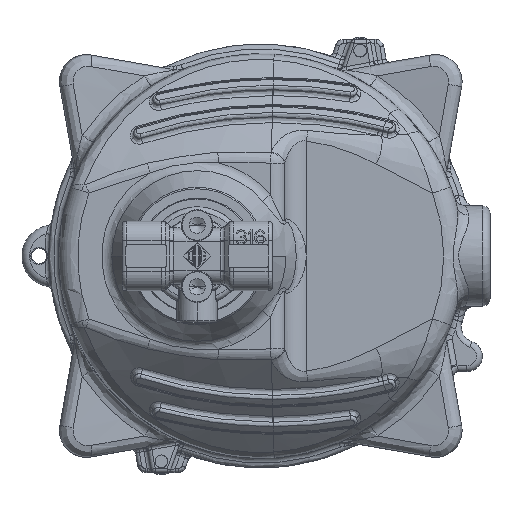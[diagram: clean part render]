
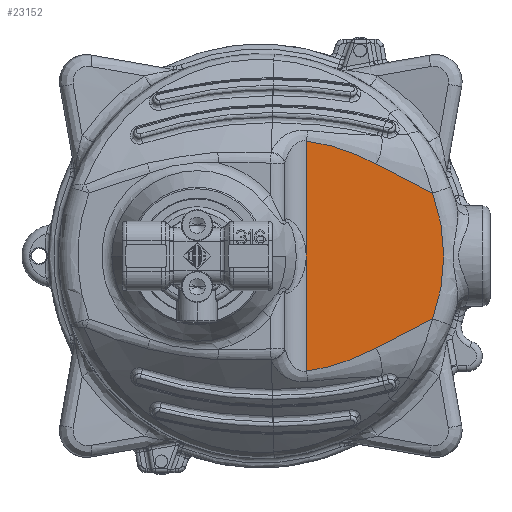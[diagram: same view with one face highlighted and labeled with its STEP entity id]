
A CAD part, front view. The second image highlights one B-rep face of the part: STEP entity #23152.
In plain terms, the highlighted planar face has unit normal (0, -1, 0).
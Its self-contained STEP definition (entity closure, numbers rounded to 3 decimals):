
#1999=CARTESIAN_POINT('',(46.476,34.,-23.862));
#2040=CARTESIAN_POINT('',(61.122,34.,-16.282));
#2041=CARTESIAN_POINT('',(59.373,34.,-17.149));
#2042=CARTESIAN_POINT('',(55.954,34.,-18.868));
#2043=CARTESIAN_POINT('',(50.869,34.,-21.591));
#2044=CARTESIAN_POINT('',(47.893,34.,-23.13));
#2045=CARTESIAN_POINT('',(46.476,34.,-23.862));
#2439=CARTESIAN_POINT('',(16.5,34.,0.));
#2440=DIRECTION('',(0.,1.,0.));
#2441=DIRECTION('',(0.939,0.,0.343));
#2442=AXIS2_PLACEMENT_3D('',#2439,#2440,#2441);
#2444=CARTESIAN_POINT('',(46.476,34.,-23.862));
#2445=CARTESIAN_POINT('',(46.146,34.,-24.03));
#2446=CARTESIAN_POINT('',(45.481,34.,-24.364));
#2447=CARTESIAN_POINT('',(44.468,34.,-24.857));
#2448=CARTESIAN_POINT('',(43.439,34.,-25.342));
#2449=CARTESIAN_POINT('',(42.392,34.,-25.817));
#2450=CARTESIAN_POINT('',(41.327,34.,-26.279));
#2451=CARTESIAN_POINT('',(40.248,34.,-26.724));
#2452=CARTESIAN_POINT('',(39.17,34.,-27.144));
#2453=CARTESIAN_POINT('',(38.116,34.,-27.531));
#2454=CARTESIAN_POINT('',(37.099,34.,-27.88));
#2455=CARTESIAN_POINT('',(36.115,34.,-28.195));
#2456=CARTESIAN_POINT('',(35.15,34.,-28.482));
#2457=CARTESIAN_POINT('',(34.192,34.,-28.746));
#2458=CARTESIAN_POINT('',(33.23,34.,-28.987));
#2459=CARTESIAN_POINT('',(32.265,34.,-29.207));
#2460=CARTESIAN_POINT('',(31.296,34.,-29.405));
#2461=CARTESIAN_POINT('',(30.323,34.,-29.579));
#2462=CARTESIAN_POINT('',(29.347,34.,-29.73));
#2463=CARTESIAN_POINT('',(28.694,34.,-29.815));
#2464=CARTESIAN_POINT('',(28.367,34.,-29.853));
#2466=DIRECTION('',(0.,0.,1.));
#2467=VECTOR('',#2466,59.706);
#2468=CARTESIAN_POINT('',(28.367,34.,-29.853));
#2469=LINE('',#2468,#2467);
#2470=CARTESIAN_POINT('',(28.367,34.,29.853));
#2471=CARTESIAN_POINT('',(28.694,34.,29.815));
#2472=CARTESIAN_POINT('',(29.347,34.,29.73));
#2473=CARTESIAN_POINT('',(30.323,34.,29.579));
#2474=CARTESIAN_POINT('',(31.296,34.,29.405));
#2475=CARTESIAN_POINT('',(32.265,34.,29.207));
#2476=CARTESIAN_POINT('',(33.231,34.,28.987));
#2477=CARTESIAN_POINT('',(34.192,34.,28.746));
#2478=CARTESIAN_POINT('',(35.15,34.,28.482));
#2479=CARTESIAN_POINT('',(36.115,34.,28.195));
#2480=CARTESIAN_POINT('',(37.099,34.,27.88));
#2481=CARTESIAN_POINT('',(38.116,34.,27.531));
#2482=CARTESIAN_POINT('',(39.17,34.,27.144));
#2483=CARTESIAN_POINT('',(40.248,34.,26.724));
#2484=CARTESIAN_POINT('',(41.327,34.,26.279));
#2485=CARTESIAN_POINT('',(42.392,34.,25.817));
#2486=CARTESIAN_POINT('',(43.439,34.,25.342));
#2487=CARTESIAN_POINT('',(44.468,34.,24.857));
#2488=CARTESIAN_POINT('',(45.481,34.,24.364));
#2489=CARTESIAN_POINT('',(46.146,34.,24.03));
#2490=CARTESIAN_POINT('',(46.476,34.,23.862));
#3438=CARTESIAN_POINT('',(46.476,34.,23.862));
#3439=CARTESIAN_POINT('',(47.83,34.,23.164));
#3440=CARTESIAN_POINT('',(50.721,34.,21.669));
#3441=CARTESIAN_POINT('',(55.731,34.,18.984));
#3442=CARTESIAN_POINT('',(59.277,34.,17.199));
#3443=CARTESIAN_POINT('',(61.122,34.,16.282));
#9973=CARTESIAN_POINT('',(28.367,34.,-29.853));
#15225=CARTESIAN_POINT('',(61.122,34.,-16.282));
#15226=VERTEX_POINT('',#15225);
#15227=CARTESIAN_POINT('',(61.122,34.,16.282));
#15228=VERTEX_POINT('',#15227);
#15232=VERTEX_POINT('',#1999);
#15253=VERTEX_POINT('',#9973);
#15353=VERTEX_POINT('',#3438);
#15359=VERTEX_POINT('',#2470);
#23136=CARTESIAN_POINT('',(46.201,34.,0.));
#23137=DIRECTION('',(0.,1.,0.));
#23138=DIRECTION('',(-1.,0.,0.));
#23139=AXIS2_PLACEMENT_3D('',#23136,#23137,#23138);
#23140=PLANE('',#23139);
#23141=ORIENTED_EDGE('',*,*,#19508,.T.);
#23142=ORIENTED_EDGE('',*,*,#22119,.T.);
#23143=ORIENTED_EDGE('',*,*,#21953,.T.);
#23145=ORIENTED_EDGE('',*,*,#23144,.T.);
#23147=ORIENTED_EDGE('',*,*,#23146,.T.);
#23149=ORIENTED_EDGE('',*,*,#23148,.T.);
#23150=EDGE_LOOP('',(#23141,#23142,#23143,#23145,#23147,#23149));
#23151=FACE_OUTER_BOUND('',#23150,.F.);
#23152=ADVANCED_FACE('',(#23151),#23140,.F.);
#2046=B_SPLINE_CURVE_WITH_KNOTS('',3,(#2040,#2041,#2042,#2043,#2044,#2045),
.UNSPECIFIED.,.F.,.F.,(4,1,1,4),(0.,0.333,0.667,1.),
.UNSPECIFIED.);
#2443=CIRCLE('',#2442,47.5);
#2465=B_SPLINE_CURVE_WITH_KNOTS('',3,(#2444,#2445,#2446,#2447,#2448,#2449,#2450,
#2451,#2452,#2453,#2454,#2455,#2456,#2457,#2458,#2459,#2460,#2461,#2462,#2463,
#2464),.UNSPECIFIED.,.F.,.F.,(4,1,1,1,1,1,1,1,1,1,1,1,1,1,1,1,1,1,4),(0.,
0.061,0.122,0.183,0.245,
0.307,0.369,0.43,0.489,
0.544,0.597,0.649,0.699,
0.75,0.8,0.85,0.9,
0.95,1.),.UNSPECIFIED.);
#2491=B_SPLINE_CURVE_WITH_KNOTS('',3,(#2470,#2471,#2472,#2473,#2474,#2475,#2476,
#2477,#2478,#2479,#2480,#2481,#2482,#2483,#2484,#2485,#2486,#2487,#2488,#2489,
#2490),.UNSPECIFIED.,.F.,.F.,(4,1,1,1,1,1,1,1,1,1,1,1,1,1,1,1,1,1,4),(0.,
0.05,0.1,0.15,0.2,
0.25,0.301,0.351,0.403,
0.456,0.511,0.57,0.631,
0.693,0.755,0.817,0.878,
0.939,1.),.UNSPECIFIED.);
#3444=B_SPLINE_CURVE_WITH_KNOTS('',3,(#3438,#3439,#3440,#3441,#3442,#3443),
.UNSPECIFIED.,.F.,.F.,(4,1,1,4),(0.,0.333,0.667,1.),
.UNSPECIFIED.);
#19508=EDGE_CURVE('',#15228,#15226,#2443,.T.);
#21953=EDGE_CURVE('',#15232,#15253,#2465,.T.);
#22119=EDGE_CURVE('',#15226,#15232,#2046,.T.);
#23144=EDGE_CURVE('',#15253,#15359,#2469,.T.);
#23146=EDGE_CURVE('',#15359,#15353,#2491,.T.);
#23148=EDGE_CURVE('',#15353,#15228,#3444,.T.);
